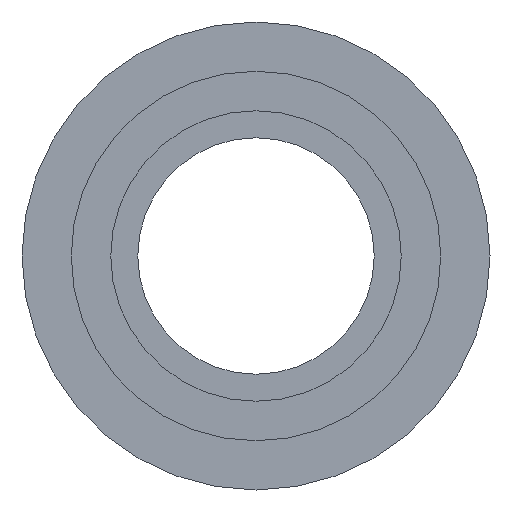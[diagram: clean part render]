
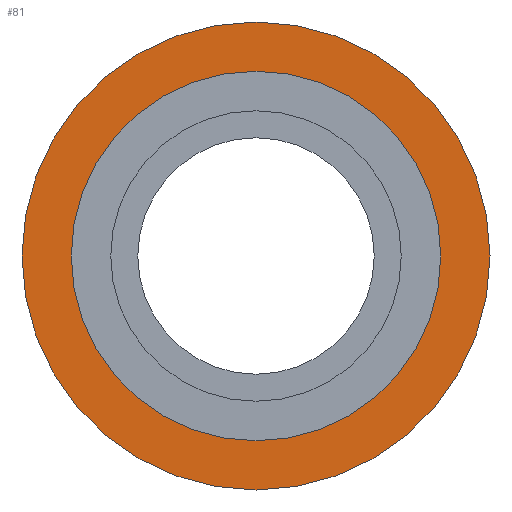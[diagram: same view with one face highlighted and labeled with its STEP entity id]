
A CAD part, left-side view. The second image highlights one B-rep face of the part: STEP entity #81.
In plain terms, the highlighted planar face has unit normal (-1, 0, 0).
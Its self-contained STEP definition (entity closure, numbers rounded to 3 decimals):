
#81 = ADVANCED_FACE( '', ( #104, #105 ), #106, .T. );
#104 = FACE_BOUND( '', #134, .T. );
#105 = FACE_OUTER_BOUND( '', #135, .T. );
#106 = PLANE( '', #136 );
#134 = EDGE_LOOP( '', ( #176 ) );
#135 = EDGE_LOOP( '', ( #177 ) );
#136 = AXIS2_PLACEMENT_3D( '', #178, #179, #180 );
#176 = ORIENTED_EDGE( '', *, *, #203, .T. );
#177 = ORIENTED_EDGE( '', *, *, #202, .F. );
#178 = CARTESIAN_POINT( '', ( 0., 29., 0. ) );
#179 = DIRECTION( '', ( -1., 0., 0. ) );
#180 = DIRECTION( '', ( 0., 0., 1. ) );
#202 = EDGE_CURVE( '', #218, #218, #219, .T. );
#203 = EDGE_CURVE( '', #220, #220, #221, .T. );
#218 = VERTEX_POINT( '', #238 );
#219 = CIRCLE( '', #239, 29. );
#220 = VERTEX_POINT( '', #240 );
#221 = CIRCLE( '', #241, 22.9 );
#238 = CARTESIAN_POINT( '', ( 0., 0., -29. ) );
#239 = AXIS2_PLACEMENT_3D( '', #264, #265, #266 );
#240 = CARTESIAN_POINT( '', ( 0., 0., -22.9 ) );
#241 = AXIS2_PLACEMENT_3D( '', #267, #268, #269 );
#264 = CARTESIAN_POINT( '', ( 0., 0., 0. ) );
#265 = DIRECTION( '', ( 1., 0., 0. ) );
#266 = DIRECTION( '', ( 0., 0., -1. ) );
#267 = CARTESIAN_POINT( '', ( 0., 0., 0. ) );
#268 = DIRECTION( '', ( 1., 0., 0. ) );
#269 = DIRECTION( '', ( 0., 0., -1. ) );
